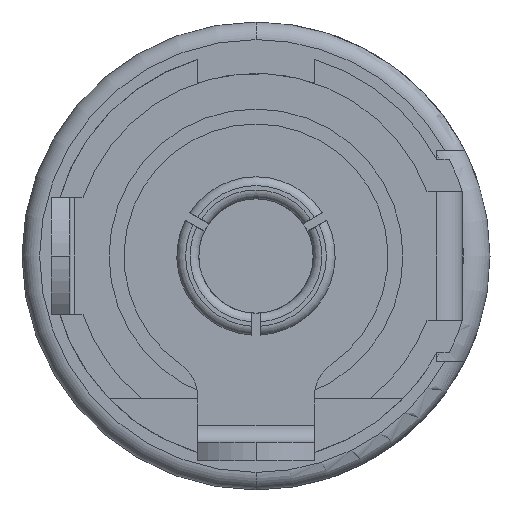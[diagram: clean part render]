
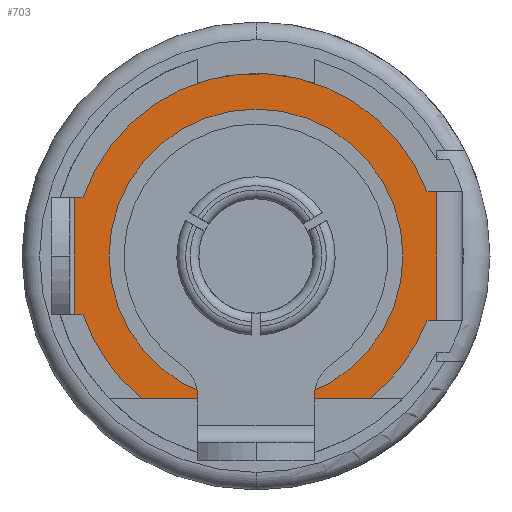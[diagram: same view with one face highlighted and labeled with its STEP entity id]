
A CAD part, front view. The second image highlights one B-rep face of the part: STEP entity #703.
In plain terms, the highlighted planar face has unit normal (0, -1, 0).
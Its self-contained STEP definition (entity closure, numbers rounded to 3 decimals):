
#47 = ORIENTED_EDGE ( 'NONE', *, *, #3204, .T. ) ;
#179 = LINE ( 'NONE', #3869, #2004 ) ;
#182 = ORIENTED_EDGE ( 'NONE', *, *, #1489, .T. ) ;
#239 = VECTOR ( 'NONE', #4302, 1000. ) ;
#347 = AXIS2_PLACEMENT_3D ( 'NONE', #4090, #577, #5271 ) ;
#348 = CIRCLE ( 'NONE', #347, 4.15 ) ;
#402 = VERTEX_POINT ( 'NONE', #7212 ) ;
#435 = CARTESIAN_POINT ( 'NONE',  ( 0., 6.77, 0. ) ) ;
#473 = DIRECTION ( 'NONE',  ( 0., 0., -1. ) ) ;
#577 = DIRECTION ( 'NONE',  ( 0., -1., 0. ) ) ;
#629 = VERTEX_POINT ( 'NONE', #2373 ) ;
#681 = ORIENTED_EDGE ( 'NONE', *, *, #7472, .F. ) ;
#696 = CARTESIAN_POINT ( 'NONE',  ( 0., 6.77, -3.25 ) ) ;
#703 = ADVANCED_FACE ( 'NONE', ( #3021, #4578 ), #1309, .T. ) ;
#822 = EDGE_LOOP ( 'NONE', ( #1739, #47, #182, #5944, #5309, #3251, #3762, #1964, #681, #7446 ) ) ;
#971 = ORIENTED_EDGE ( 'NONE', *, *, #7257, .T. ) ;
#992 = LINE ( 'NONE', #4021, #3293 ) ;
#1074 = DIRECTION ( 'NONE',  ( 0., 1., 0. ) ) ;
#1162 = CIRCLE ( 'NONE', #2239, 4.15 ) ;
#1185 = CIRCLE ( 'NONE', #3169, 1.5 ) ;
#1216 = AXIS2_PLACEMENT_3D ( 'NONE', #3110, #3682, #1336 ) ;
#1305 = LINE ( 'NONE', #5018, #2295 ) ;
#1309 = PLANE ( 'NONE',  #1216 ) ;
#1336 = DIRECTION ( 'NONE',  ( 0., 0., -1. ) ) ;
#1339 = LINE ( 'NONE', #6626, #239 ) ;
#1366 = CARTESIAN_POINT ( 'NONE',  ( 0., 6.77, 1.5 ) ) ;
#1435 = CARTESIAN_POINT ( 'NONE',  ( -4.133, 6.77, -1.325 ) ) ;
#1476 = EDGE_LOOP ( 'NONE', ( #971, #3906 ) ) ;
#1489 = EDGE_CURVE ( 'NONE', #5381, #6210, #1305, .T. ) ;
#1570 = VERTEX_POINT ( 'NONE', #5198 ) ;
#1684 = DIRECTION ( 'NONE',  ( 0., -1., 0. ) ) ;
#1739 = ORIENTED_EDGE ( 'NONE', *, *, #4499, .T. ) ;
#1964 = ORIENTED_EDGE ( 'NONE', *, *, #5713, .T. ) ;
#2004 = VECTOR ( 'NONE', #3926, 1000. ) ;
#2009 = VERTEX_POINT ( 'NONE', #1366 ) ;
#2239 = AXIS2_PLACEMENT_3D ( 'NONE', #435, #2824, #2769 ) ;
#2294 = DIRECTION ( 'NONE',  ( 0., 1., 0. ) ) ;
#2295 = VECTOR ( 'NONE', #2536, 1000. ) ;
#2302 = DIRECTION ( 'NONE',  ( 0., 0., -1. ) ) ;
#2367 = VERTEX_POINT ( 'NONE', #4906 ) ;
#2373 = CARTESIAN_POINT ( 'NONE',  ( 2.58, 6.77, -3.25 ) ) ;
#2497 = VECTOR ( 'NONE', #3181, 1000. ) ;
#2536 = DIRECTION ( 'NONE',  ( -1., 0., 0. ) ) ;
#2769 = DIRECTION ( 'NONE',  ( 0., 0., -1. ) ) ;
#2824 = DIRECTION ( 'NONE',  ( 0., -1., 0. ) ) ;
#2841 = DIRECTION ( 'NONE',  ( -1., 0., 0. ) ) ;
#2918 = EDGE_CURVE ( 'NONE', #5471, #7528, #4066, .T. ) ;
#3021 = FACE_BOUND ( 'NONE', #1476, .T. ) ;
#3110 = CARTESIAN_POINT ( 'NONE',  ( 0., 6.77, 0. ) ) ;
#3169 = AXIS2_PLACEMENT_3D ( 'NONE', #3488, #2294, #473 ) ;
#3181 = DIRECTION ( 'NONE',  ( 0., 0., -1. ) ) ;
#3204 = EDGE_CURVE ( 'NONE', #2367, #5381, #1162, .T. ) ;
#3217 = EDGE_CURVE ( 'NONE', #7116, #4710, #992, .T. ) ;
#3251 = ORIENTED_EDGE ( 'NONE', *, *, #3413, .T. ) ;
#3293 = VECTOR ( 'NONE', #2841, 1000. ) ;
#3371 = CARTESIAN_POINT ( 'NONE',  ( 4.11, 6.77, -1.455 ) ) ;
#3405 = DIRECTION ( 'NONE',  ( -1., 0., 0. ) ) ;
#3413 = EDGE_CURVE ( 'NONE', #7116, #3974, #348, .T. ) ;
#3488 = CARTESIAN_POINT ( 'NONE',  ( 0., 6.77, 0. ) ) ;
#3682 = DIRECTION ( 'NONE',  ( 0., -1., 0. ) ) ;
#3690 = VECTOR ( 'NONE', #4260, 1000. ) ;
#3730 = CARTESIAN_POINT ( 'NONE',  ( 4.11, 6.77, 0. ) ) ;
#3762 = ORIENTED_EDGE ( 'NONE', *, *, #7016, .T. ) ;
#3869 = CARTESIAN_POINT ( 'NONE',  ( 0., 6.77, -1.455 ) ) ;
#3906 = ORIENTED_EDGE ( 'NONE', *, *, #6686, .T. ) ;
#3926 = DIRECTION ( 'NONE',  ( -1., 0., 0. ) ) ;
#3974 = VERTEX_POINT ( 'NONE', #4430 ) ;
#4021 = CARTESIAN_POINT ( 'NONE',  ( 0., 6.77, -1.325 ) ) ;
#4066 = LINE ( 'NONE', #3730, #2497 ) ;
#4090 = CARTESIAN_POINT ( 'NONE',  ( 0., 6.77, 0. ) ) ;
#4189 = AXIS2_PLACEMENT_3D ( 'NONE', #6987, #1684, #2302 ) ;
#4260 = DIRECTION ( 'NONE',  ( 1., 0., 0. ) ) ;
#4302 = DIRECTION ( 'NONE',  ( 0., 0., -1. ) ) ;
#4430 = CARTESIAN_POINT ( 'NONE',  ( -2.58, 6.77, -3.25 ) ) ;
#4438 = EDGE_CURVE ( 'NONE', #6210, #4710, #1339, .T. ) ;
#4499 = EDGE_CURVE ( 'NONE', #5471, #2367, #6093, .T. ) ;
#4578 = FACE_OUTER_BOUND ( 'NONE', #822, .T. ) ;
#4710 = VERTEX_POINT ( 'NONE', #1435 ) ;
#4734 = VECTOR ( 'NONE', #3405, 1000. ) ;
#4906 = CARTESIAN_POINT ( 'NONE',  ( 3.886, 6.77, 1.455 ) ) ;
#4957 = CARTESIAN_POINT ( 'NONE',  ( 0., 6.77, 1.455 ) ) ;
#5018 = CARTESIAN_POINT ( 'NONE',  ( 0., 6.77, 1.325 ) ) ;
#5125 = DIRECTION ( 'NONE',  ( 0., 0., -1. ) ) ;
#5198 = CARTESIAN_POINT ( 'NONE',  ( 3.886, 6.77, -1.455 ) ) ;
#5271 = DIRECTION ( 'NONE',  ( 0., 0., -1. ) ) ;
#5309 = ORIENTED_EDGE ( 'NONE', *, *, #3217, .F. ) ;
#5381 = VERTEX_POINT ( 'NONE', #6937 ) ;
#5471 = VERTEX_POINT ( 'NONE', #6690 ) ;
#5713 = EDGE_CURVE ( 'NONE', #629, #1570, #7255, .T. ) ;
#5766 = LINE ( 'NONE', #696, #3690 ) ;
#5944 = ORIENTED_EDGE ( 'NONE', *, *, #4438, .T. ) ;
#6093 = LINE ( 'NONE', #4957, #4734 ) ;
#6210 = VERTEX_POINT ( 'NONE', #6382 ) ;
#6349 = AXIS2_PLACEMENT_3D ( 'NONE', #6894, #1074, #5125 ) ;
#6382 = CARTESIAN_POINT ( 'NONE',  ( -4.133, 6.77, 1.325 ) ) ;
#6626 = CARTESIAN_POINT ( 'NONE',  ( -4.133, 6.77, 0. ) ) ;
#6686 = EDGE_CURVE ( 'NONE', #2009, #402, #7482, .T. ) ;
#6690 = CARTESIAN_POINT ( 'NONE',  ( 4.11, 6.77, 1.455 ) ) ;
#6894 = CARTESIAN_POINT ( 'NONE',  ( 0., 6.77, 0. ) ) ;
#6937 = CARTESIAN_POINT ( 'NONE',  ( -3.933, 6.77, 1.325 ) ) ;
#6987 = CARTESIAN_POINT ( 'NONE',  ( 0., 6.77, 0. ) ) ;
#7016 = EDGE_CURVE ( 'NONE', #3974, #629, #5766, .T. ) ;
#7116 = VERTEX_POINT ( 'NONE', #7237 ) ;
#7212 = CARTESIAN_POINT ( 'NONE',  ( 0., 6.77, -1.5 ) ) ;
#7237 = CARTESIAN_POINT ( 'NONE',  ( -3.933, 6.77, -1.325 ) ) ;
#7255 = CIRCLE ( 'NONE', #4189, 4.15 ) ;
#7257 = EDGE_CURVE ( 'NONE', #402, #2009, #1185, .T. ) ;
#7446 = ORIENTED_EDGE ( 'NONE', *, *, #2918, .F. ) ;
#7472 = EDGE_CURVE ( 'NONE', #7528, #1570, #179, .T. ) ;
#7482 = CIRCLE ( 'NONE', #6349, 1.5 ) ;
#7528 = VERTEX_POINT ( 'NONE', #3371 ) ;
